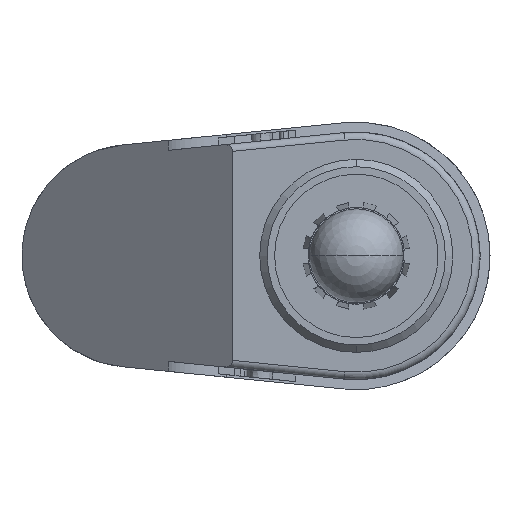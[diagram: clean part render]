
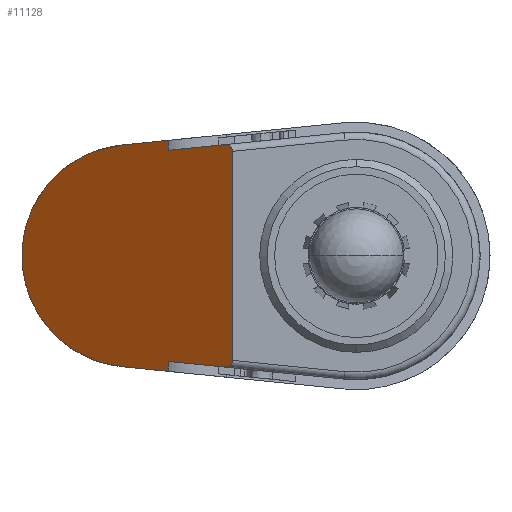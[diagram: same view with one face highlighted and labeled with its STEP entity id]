
A CAD part, left-side view. The second image highlights one B-rep face of the part: STEP entity #11128.
In plain terms, the highlighted planar face has unit normal (-0.763, 0.646, 0).
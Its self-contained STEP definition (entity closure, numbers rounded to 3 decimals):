
#7011=DIRECTION('',(0.644,0.761,-0.076));
#7012=VECTOR('',#7011,2.432);
#7013=CARTESIAN_POINT('',(-26.748,7.6,4.663));
#7014=LINE('',#7013,#7012);
#7023=DIRECTION('',(0.,0.,1.));
#7024=VECTOR('',#7023,0.402);
#7025=CARTESIAN_POINT('',(-26.748,7.6,4.261));
#7026=LINE('',#7025,#7024);
#7075=DIRECTION('',(-0.644,-0.761,0.076));
#7076=VECTOR('',#7075,2.952);
#7077=CARTESIAN_POINT('',(-26.748,7.6,4.261));
#7078=LINE('',#7077,#7076);
#7180=CARTESIAN_POINT('',(-28.95,5.,4.221));
#7181=CARTESIAN_POINT('',(-28.95,5.,4.285));
#7182=CARTESIAN_POINT('',(-28.92,5.035,4.363));
#7183=CARTESIAN_POINT('',(-28.829,5.143,4.466));
#7184=CARTESIAN_POINT('',(-28.732,5.257,4.497));
#7185=CARTESIAN_POINT('',(-28.65,5.354,4.487));
#7212=DIRECTION('',(0.,0.,-1.));
#7213=VECTOR('',#7212,8.442);
#7214=CARTESIAN_POINT('',(-28.95,5.,4.221));
#7215=LINE('',#7214,#7213);
#7586=CARTESIAN_POINT('',(-28.65,5.354,-4.487));
#7587=CARTESIAN_POINT('',(-28.732,5.257,
-4.497));
#7588=CARTESIAN_POINT('',(-28.829,5.143,
-4.466));
#7589=CARTESIAN_POINT('',(-28.92,5.035,
-4.363));
#7590=CARTESIAN_POINT('',(-28.95,5.,-4.285));
#7591=CARTESIAN_POINT('',(-28.95,5.,-4.221));
#7649=DIRECTION('',(-0.644,-0.761,-0.076));
#7650=VECTOR('',#7649,2.952);
#7651=CARTESIAN_POINT('',(-26.748,7.6,-4.261));
#7652=LINE('',#7651,#7650);
#7741=DIRECTION('',(0.,0.,1.));
#7742=VECTOR('',#7741,0.402);
#7743=CARTESIAN_POINT('',(-26.748,7.6,-4.663));
#7744=LINE('',#7743,#7742);
#7753=DIRECTION('',(-0.644,-0.761,-0.076));
#7754=VECTOR('',#7753,2.432);
#7755=CARTESIAN_POINT('',(-25.181,9.45,-4.477));
#7756=LINE('',#7755,#7754);
#7765=CARTESIAN_POINT('',(-25.181,9.45,4.477));
#7766=CARTESIAN_POINT('',(-25.082,9.566,4.466));
#7767=CARTESIAN_POINT('',(-24.947,9.726,4.442));
#7768=CARTESIAN_POINT('',(-24.788,9.913,4.407));
#7769=CARTESIAN_POINT('',(-24.658,10.067,4.373));
#7770=CARTESIAN_POINT('',(-24.507,10.245,4.326));
#7771=CARTESIAN_POINT('',(-24.348,10.433,4.268));
#7772=CARTESIAN_POINT('',(-24.185,10.626,4.198));
#7773=CARTESIAN_POINT('',(-24.041,10.795,4.128));
#7774=CARTESIAN_POINT('',(-23.869,10.999,4.034));
#7775=CARTESIAN_POINT('',(-23.681,11.22,3.918));
#7776=CARTESIAN_POINT('',(-23.487,11.449,3.778));
#7777=CARTESIAN_POINT('',(-23.315,11.652,3.638));
#7778=CARTESIAN_POINT('',(-23.161,11.834,3.498));
#7779=CARTESIAN_POINT('',(-22.976,12.053,3.311));
#7780=CARTESIAN_POINT('',(-22.775,12.29,3.078));
#7781=CARTESIAN_POINT('',(-22.572,12.53,2.798));
#7782=CARTESIAN_POINT('',(-22.399,12.734,2.519));
#7783=CARTESIAN_POINT('',(-22.202,12.966,2.145));
#7784=CARTESIAN_POINT('',(-22.013,13.189,1.679));
#7785=CARTESIAN_POINT('',(-21.859,13.371,1.119));
#7786=CARTESIAN_POINT('',(-21.77,13.477,
0.56));
#7787=CARTESIAN_POINT('',(-21.74,13.512,0.));
#7788=CARTESIAN_POINT('',(-21.77,13.477,
-0.56));
#7789=CARTESIAN_POINT('',(-21.859,13.371,
-1.119));
#7790=CARTESIAN_POINT('',(-22.013,13.189,
-1.679));
#7791=CARTESIAN_POINT('',(-22.202,12.966,
-2.145));
#7792=CARTESIAN_POINT('',(-22.399,12.734,
-2.519));
#7793=CARTESIAN_POINT('',(-22.572,12.53,
-2.798));
#7794=CARTESIAN_POINT('',(-22.775,12.29,
-3.078));
#7795=CARTESIAN_POINT('',(-22.976,12.053,
-3.311));
#7796=CARTESIAN_POINT('',(-23.161,11.834,
-3.498));
#7797=CARTESIAN_POINT('',(-23.315,11.652,
-3.638));
#7798=CARTESIAN_POINT('',(-23.487,11.449,
-3.778));
#7799=CARTESIAN_POINT('',(-23.681,11.22,
-3.918));
#7800=CARTESIAN_POINT('',(-23.869,10.999,
-4.034));
#7801=CARTESIAN_POINT('',(-24.041,10.795,
-4.128));
#7802=CARTESIAN_POINT('',(-24.185,10.626,
-4.198));
#7803=CARTESIAN_POINT('',(-24.348,10.433,
-4.268));
#7804=CARTESIAN_POINT('',(-24.507,10.245,
-4.326));
#7805=CARTESIAN_POINT('',(-24.658,10.067,
-4.373));
#7806=CARTESIAN_POINT('',(-24.788,9.913,
-4.407));
#7807=CARTESIAN_POINT('',(-24.947,9.726,
-4.442));
#7808=CARTESIAN_POINT('',(-25.082,9.566,-4.466));
#7809=CARTESIAN_POINT('',(-25.181,9.45,-4.477));
#7917=CARTESIAN_POINT('',(-26.748,7.6,4.663));
#7918=CARTESIAN_POINT('',(-25.181,9.45,4.477));
#7919=VERTEX_POINT('',#7917);
#7920=VERTEX_POINT('',#7918);
#7921=VERTEX_POINT('',#7809);
#7922=CARTESIAN_POINT('',(-26.748,7.6,-4.663));
#7923=VERTEX_POINT('',#7922);
#7924=CARTESIAN_POINT('',(-26.748,7.6,4.261));
#7925=VERTEX_POINT('',#7924);
#7926=CARTESIAN_POINT('',(-26.748,7.6,-4.261));
#7927=VERTEX_POINT('',#7926);
#8270=CARTESIAN_POINT('',(-28.65,5.354,4.487));
#8272=VERTEX_POINT('',#8270);
#8274=CARTESIAN_POINT('',(-28.95,5.,4.221));
#8276=VERTEX_POINT('',#8274);
#8281=CARTESIAN_POINT('',(-28.95,5.,-4.221));
#8282=VERTEX_POINT('',#8281);
#8283=CARTESIAN_POINT('',(-28.65,5.354,-4.487));
#8284=VERTEX_POINT('',#8283);
#11111=CARTESIAN_POINT('',(-21.75,13.5,-6.005));
#11112=DIRECTION('',(0.763,-0.646,0.));
#11113=DIRECTION('',(-0.646,-0.763,0.));
#11114=AXIS2_PLACEMENT_3D('',#11111,#11112,#11113);
#11115=PLANE('',#11114);
#11116=ORIENTED_EDGE('',*,*,#9688,.F.);
#11117=ORIENTED_EDGE('',*,*,#9741,.T.);
#11118=ORIENTED_EDGE('',*,*,#10711,.F.);
#11119=ORIENTED_EDGE('',*,*,#10739,.F.);
#11120=ORIENTED_EDGE('',*,*,#11042,.F.);
#11121=ORIENTED_EDGE('',*,*,#11068,.F.);
#11122=ORIENTED_EDGE('',*,*,#11093,.F.);
#11123=ORIENTED_EDGE('',*,*,#9351,.F.);
#11124=ORIENTED_EDGE('',*,*,#9378,.F.);
#11125=ORIENTED_EDGE('',*,*,#9403,.T.);
#11126=EDGE_LOOP('',(#11116,#11117,#11118,#11119,#11120,#11121,#11122,#11123,
#11124,#11125));
#11127=FACE_OUTER_BOUND('',#11126,.F.);
#11128=ADVANCED_FACE('',(#11127),#11115,.F.);
#7186=B_SPLINE_CURVE_WITH_KNOTS('',3,(#7180,#7181,#7182,#7183,#7184,#7185),
.UNSPECIFIED.,.F.,.F.,(4,1,1,4),(0.,0.25,0.5,1.),.UNSPECIFIED.);
#7592=B_SPLINE_CURVE_WITH_KNOTS('',3,(#7586,#7587,#7588,#7589,#7590,#7591),
.UNSPECIFIED.,.F.,.F.,(4,1,1,4),(0.,0.5,0.75,1.),.UNSPECIFIED.);
#7810=B_SPLINE_CURVE_WITH_KNOTS('',3,(#7765,#7766,#7767,#7768,#7769,#7770,#7771,
#7772,#7773,#7774,#7775,#7776,#7777,#7778,#7779,#7780,#7781,#7782,#7783,#7784,
#7785,#7786,#7787,#7788,#7789,#7790,#7791,#7792,#7793,#7794,#7795,#7796,#7797,
#7798,#7799,#7800,#7801,#7802,#7803,#7804,#7805,#7806,#7807,#7808,#7809),
.UNSPECIFIED.,.F.,.F.,(4,1,1,1,1,1,1,1,1,1,1,1,1,1,1,1,1,1,1,1,1,1,1,1,1,1,1,1,
1,1,1,1,1,1,1,1,1,1,1,1,1,1,4),(0.,0.004,0.008,0.012,0.016,
0.023,0.031,0.039,0.047,0.063,0.078,0.094,0.109,
0.125,0.156,0.188,0.219,0.25,0.313,0.375,0.438,0.5,
0.563,0.625,0.688,0.75,0.781,0.813,0.844,0.875,
0.891,0.906,0.922,0.938,0.953,0.961,0.969,
0.977,0.984,0.988,0.992,0.996,1.),
.UNSPECIFIED.);
#9351=EDGE_CURVE('',#7919,#7920,#7014,.T.);
#9378=EDGE_CURVE('',#7925,#7919,#7026,.T.);
#9403=EDGE_CURVE('',#7925,#8272,#7078,.T.);
#9688=EDGE_CURVE('',#8276,#8272,#7186,.T.);
#9741=EDGE_CURVE('',#8276,#8282,#7215,.T.);
#10711=EDGE_CURVE('',#8284,#8282,#7592,.T.);
#10739=EDGE_CURVE('',#7927,#8284,#7652,.T.);
#11042=EDGE_CURVE('',#7923,#7927,#7744,.T.);
#11068=EDGE_CURVE('',#7921,#7923,#7756,.T.);
#11093=EDGE_CURVE('',#7920,#7921,#7810,.T.);
